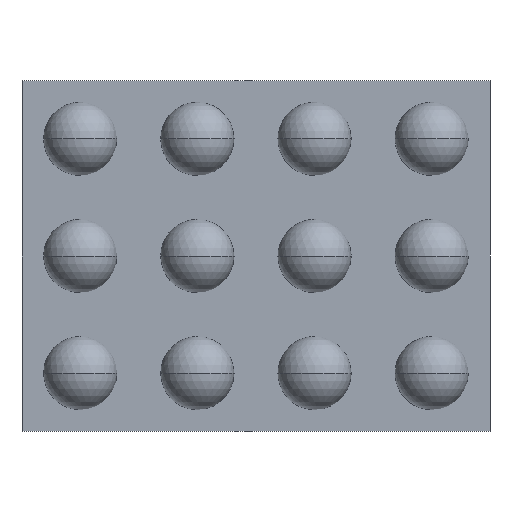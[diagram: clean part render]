
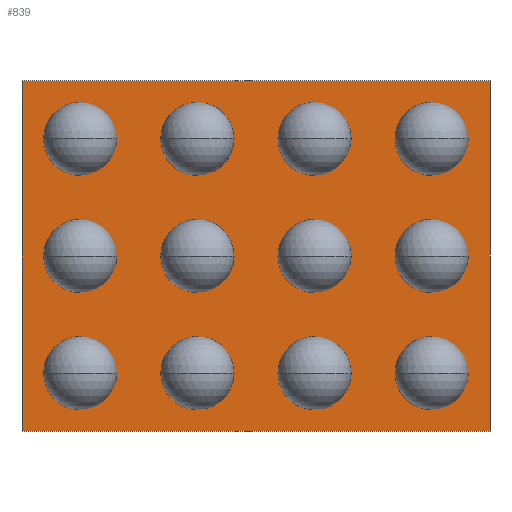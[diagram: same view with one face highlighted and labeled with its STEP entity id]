
A CAD part, front view. The second image highlights one B-rep face of the part: STEP entity #839.
In plain terms, the highlighted planar face has unit normal (0, -1, 0).
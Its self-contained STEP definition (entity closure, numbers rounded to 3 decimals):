
#34 = CARTESIAN_POINT ( 'NONE',  ( 0.799, 0., -0.599 ) ) ;
#49 = VERTEX_POINT ( 'NONE', #602 ) ;
#85 = CARTESIAN_POINT ( 'NONE',  ( -0.799, 0., -0.599 ) ) ;
#92 = PLANE ( 'NONE',  #1111 ) ;
#137 = EDGE_CURVE ( 'NONE', #871, #443, #209, .T. ) ;
#161 = DIRECTION ( 'NONE',  ( 0., 0., 1. ) ) ;
#209 = LINE ( 'NONE', #378, #696 ) ;
#231 = LINE ( 'NONE', #1182, #874 ) ;
#259 = EDGE_CURVE ( 'NONE', #443, #395, #231, .T. ) ;
#264 = LINE ( 'NONE', #838, #788 ) ;
#365 = DIRECTION ( 'NONE',  ( 0., 1., 0. ) ) ;
#378 = CARTESIAN_POINT ( 'NONE',  ( 0.799, 0., -0.599 ) ) ;
#395 = VERTEX_POINT ( 'NONE', #902 ) ;
#399 = DIRECTION ( 'NONE',  ( -1., 0., 0. ) ) ;
#443 = VERTEX_POINT ( 'NONE', #85 ) ;
#516 = CARTESIAN_POINT ( 'NONE',  ( 0.799, 0., 0.599 ) ) ;
#519 = ORIENTED_EDGE ( 'NONE', *, *, #259, .F. ) ;
#538 = EDGE_CURVE ( 'NONE', #49, #871, #877, .T. ) ;
#582 = EDGE_LOOP ( 'NONE', ( #519, #896, #892, #624 ) ) ;
#602 = CARTESIAN_POINT ( 'NONE',  ( 0.799, 0., 0.599 ) ) ;
#624 = ORIENTED_EDGE ( 'NONE', *, *, #1035, .F. ) ;
#655 = FACE_OUTER_BOUND ( 'NONE', #582, .T. ) ;
#696 = VECTOR ( 'NONE', #399, 1000. ) ;
#788 = VECTOR ( 'NONE', #1124, 1000. ) ;
#821 = CARTESIAN_POINT ( 'NONE',  ( 0., 0., 0. ) ) ;
#838 = CARTESIAN_POINT ( 'NONE',  ( 0.799, 0., 0.599 ) ) ;
#839 = ADVANCED_FACE ( 'NONE', ( #655 ), #92, .F. ) ;
#871 = VERTEX_POINT ( 'NONE', #34 ) ;
#874 = VECTOR ( 'NONE', #161, 1000. ) ;
#877 = LINE ( 'NONE', #516, #1046 ) ;
#892 = ORIENTED_EDGE ( 'NONE', *, *, #538, .F. ) ;
#896 = ORIENTED_EDGE ( 'NONE', *, *, #137, .F. ) ;
#902 = CARTESIAN_POINT ( 'NONE',  ( -0.799, 0., 0.599 ) ) ;
#1016 = DIRECTION ( 'NONE',  ( 0., 0., 1. ) ) ;
#1035 = EDGE_CURVE ( 'NONE', #395, #49, #264, .T. ) ;
#1046 = VECTOR ( 'NONE', #1081, 1000. ) ;
#1081 = DIRECTION ( 'NONE',  ( 0., 0., -1. ) ) ;
#1111 = AXIS2_PLACEMENT_3D ( 'NONE', #821, #365, #1016 ) ;
#1124 = DIRECTION ( 'NONE',  ( 1., 0., 0. ) ) ;
#1182 = CARTESIAN_POINT ( 'NONE',  ( -0.799, 0., 0.599 ) ) ;
